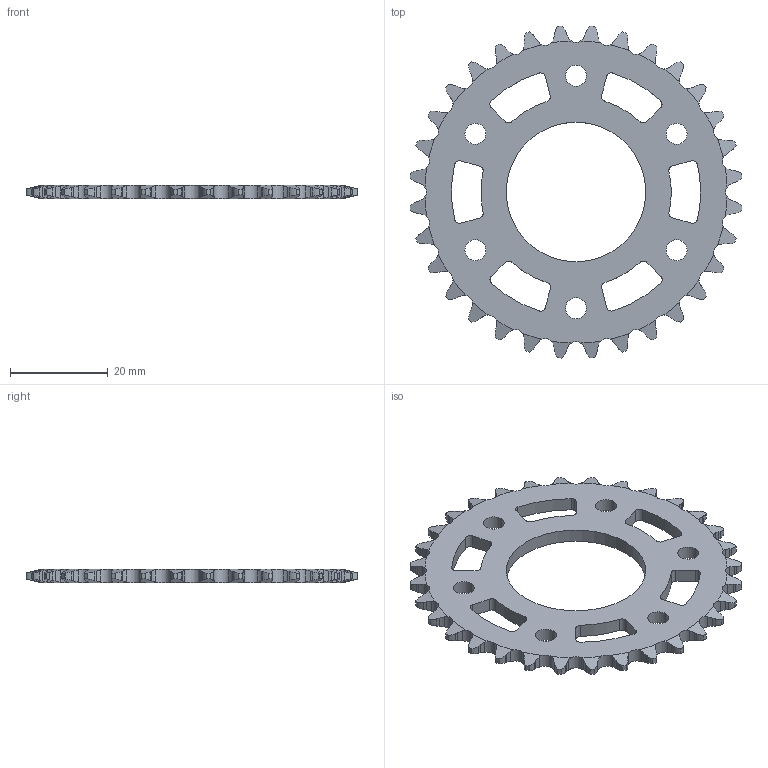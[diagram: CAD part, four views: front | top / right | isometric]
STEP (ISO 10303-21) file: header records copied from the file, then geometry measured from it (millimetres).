
FILE_DESCRIPTION (( 'STEP AP203' ), '1' );
FILE_NAME ('217-2690.20121204.STEP', '2012-12-04T23:53:59', ( 'svradm' ), ( 'Microsoft' ), 'SwSTEP 2.0', 'SolidWorks 2012', '' );
FILE_SCHEMA (( 'CONFIG_CONTROL_DESIGN' ));
Length unit declared in the file: inch
Products named in the file (1): 217-2690.20121204
Bounding box: 68.02 x 68.02 x 2.79 mm (x, y, z)
Volume: 5696.7 mm3; surface area: 5948.4 mm2
Topology: 1 solids, 1 shells, 411 faces, 1227 edges, 818 vertices
Faces by surface type: cylinder 269, plane 78, cone 64
Entity records: 14794 total; most frequent: CARTESIAN_POINT 4349, ORIENTED_EDGE 2454, DIRECTION 1837, EDGE_CURVE 1227, VERTEX_POINT 818, AXIS2_PLACEMENT_3D 734, B_SPLINE_CURVE_WITH_KNOTS 536, EDGE_LOOP 437
